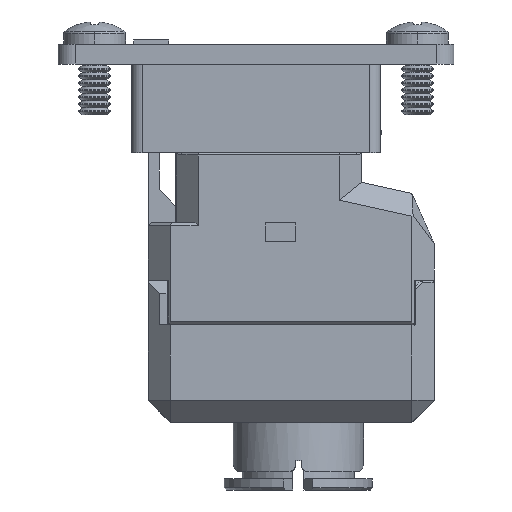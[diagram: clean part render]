
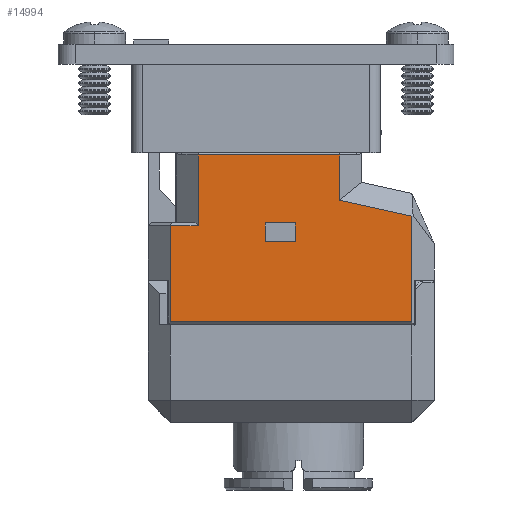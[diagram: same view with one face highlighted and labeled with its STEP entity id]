
A CAD part, left-side view. The second image highlights one B-rep face of the part: STEP entity #14994.
In plain terms, the highlighted planar face has unit normal (-1, 0, 0).
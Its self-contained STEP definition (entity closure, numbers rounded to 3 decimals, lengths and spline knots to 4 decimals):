
#5376 = CARTESIAN_POINT ( 'NONE',  ( -0.3622, 0., 0.6024 ) ) ;
#5386 = CARTESIAN_POINT ( 'NONE',  ( -0.3622, 0.0925, 0.2953 ) ) ;
#5410 = CARTESIAN_POINT ( 'NONE',  ( -0.3622, -0.1713, 0.6102 ) ) ;
#5412 = DIRECTION ( 'NONE',  ( 0., 0., 1. ) ) ;
#5414 = DIRECTION ( 'NONE',  ( 0., 1., 0. ) ) ;
#5418 = CARTESIAN_POINT ( 'NONE',  ( -0.3622, 0.3287, 0.3642 ) ) ;
#5421 = DIRECTION ( 'NONE',  ( 0., 0., -1. ) ) ;
#5423 = CARTESIAN_POINT ( 'NONE',  ( -0.3622, 0.4272, 0.3524 ) ) ;
#5426 = DIRECTION ( 'NONE',  ( 0., 1., 0. ) ) ;
#5428 = CARTESIAN_POINT ( 'NONE',  ( -0.3622, 0.4272, 0.1594 ) ) ;
#5431 = DIRECTION ( 'NONE',  ( 0., 0., -1. ) ) ;
#5433 = CARTESIAN_POINT ( 'NONE',  ( -0.3622, -0.4272, 0.0118 ) ) ;
#5436 = DIRECTION ( 'NONE',  ( 0., -1., 0. ) ) ;
#5438 = CARTESIAN_POINT ( 'NONE',  ( -0.3622, -0.4272, 0.2894 ) ) ;
#5441 = DIRECTION ( 'NONE',  ( 0., 0., 1. ) ) ;
#5442 = CARTESIAN_POINT ( 'NONE',  ( -0.3622, -0.2329, 0.429 ) ) ;
#5443 = DIRECTION ( 'NONE',  ( 0., 0.976, 0.217 ) ) ;
#5444 = CARTESIAN_POINT ( 'NONE',  ( -0.3622, -0.0138, 0.3622 ) ) ;
#5448 = DIRECTION ( 'NONE',  ( 0., 0., -1. ) ) ;
#5449 = DIRECTION ( 'NONE',  ( 0., 1., 0. ) ) ;
#5453 = CARTESIAN_POINT ( 'NONE',  ( -0.3622, 0.0925, 0.3622 ) ) ;
#5455 = DIRECTION ( 'NONE',  ( 0., 0., 1. ) ) ;
#5457 = CARTESIAN_POINT ( 'NONE',  ( -0.3622, 0.0925, 0.3622 ) ) ;
#5459 = DIRECTION ( 'NONE',  ( 0., -1., 0. ) ) ;
#9217 = CARTESIAN_POINT ( 'NONE',  ( -0.3622, 0.0925, 0.2953 ) ) ;
#9709 = CARTESIAN_POINT ( 'NONE',  ( -0.3622, -0.1713, 0.6024 ) ) ;
#9724 = CARTESIAN_POINT ( 'NONE',  ( -0.3622, -0.4272, 0.0118 ) ) ;
#9902 = CARTESIAN_POINT ( 'NONE',  ( -0.3622, 0.3287, 0.6024 ) ) ;
#11050 = CARTESIAN_POINT ( 'NONE',  ( -0.3622, -0.1713, 0.4427 ) ) ;
#11372 = ORIENTED_EDGE ( 'NONE', *, *, #29507, .T. ) ;
#11374 = ORIENTED_EDGE ( 'NONE', *, *, #29508, .T. ) ;
#11377 = ORIENTED_EDGE ( 'NONE', *, *, #29509, .T. ) ;
#11379 = ORIENTED_EDGE ( 'NONE', *, *, #29510, .T. ) ;
#11381 = ORIENTED_EDGE ( 'NONE', *, *, #29511, .T. ) ;
#11383 = ORIENTED_EDGE ( 'NONE', *, *, #29512, .T. ) ;
#11385 = ORIENTED_EDGE ( 'NONE', *, *, #29513, .T. ) ;
#11387 = ORIENTED_EDGE ( 'NONE', *, *, #29514, .T. ) ;
#11390 = ORIENTED_EDGE ( 'NONE', *, *, #29515, .T. ) ;
#11392 = ORIENTED_EDGE ( 'NONE', *, *, #29516, .T. ) ;
#11394 = ORIENTED_EDGE ( 'NONE', *, *, #29517, .T. ) ;
#11396 = ORIENTED_EDGE ( 'NONE', *, *, #29518, .T. ) ;
#14994 = ADVANCED_FACE ( 'NONE', ( #18627, #18631 ), #28484, .T. ) ;
#18627 = FACE_OUTER_BOUND ( 'NONE', #34705, .T. ) ;
#18631 = FACE_BOUND ( 'NONE', #34659, .T. ) ;
#19800 = LINE ( 'NONE', #5376, #19820 ) ;
#19814 = LINE ( 'NONE', #5410, #19817 ) ;
#19816 = LINE ( 'NONE', #5386, #19842 ) ;
#19817 = VECTOR ( 'NONE', #5412, 39.3701 ) ;
#19819 = LINE ( 'NONE', #5418, #19823 ) ;
#19820 = VECTOR ( 'NONE', #5414, 39.3701 ) ;
#19822 = LINE ( 'NONE', #5423, #19826 ) ;
#19823 = VECTOR ( 'NONE', #5421, 39.3701 ) ;
#19825 = LINE ( 'NONE', #5428, #19829 ) ;
#19826 = VECTOR ( 'NONE', #5426, 39.3701 ) ;
#19827 = LINE ( 'NONE', #5433, #19832 ) ;
#19829 = VECTOR ( 'NONE', #5431, 39.3701 ) ;
#19830 = LINE ( 'NONE', #5438, #19834 ) ;
#19832 = VECTOR ( 'NONE', #5436, 39.3701 ) ;
#19833 = LINE ( 'NONE', #5442, #19836 ) ;
#19834 = VECTOR ( 'NONE', #5441, 39.3701 ) ;
#19835 = LINE ( 'NONE', #5444, #19839 ) ;
#19836 = VECTOR ( 'NONE', #5443, 39.3701 ) ;
#19839 = VECTOR ( 'NONE', #5448, 39.3701 ) ;
#19841 = LINE ( 'NONE', #5453, #19844 ) ;
#19842 = VECTOR ( 'NONE', #5449, 39.3701 ) ;
#19843 = LINE ( 'NONE', #5457, #19848 ) ;
#19844 = VECTOR ( 'NONE', #5455, 39.3701 ) ;
#19848 = VECTOR ( 'NONE', #5459, 39.3701 ) ;
#21761 = VERTEX_POINT ( 'NONE', #32727 ) ;
#21783 = VERTEX_POINT ( 'NONE', #32749 ) ;
#21790 = VERTEX_POINT ( 'NONE', #32756 ) ;
#21807 = VERTEX_POINT ( 'NONE', #32773 ) ;
#21988 = VERTEX_POINT ( 'NONE', #32880 ) ;
#21997 = VERTEX_POINT ( 'NONE', #32885 ) ;
#22018 = VERTEX_POINT ( 'NONE', #32897 ) ;
#22456 = VERTEX_POINT ( 'NONE', #9217 ) ;
#22869 = VERTEX_POINT ( 'NONE', #9709 ) ;
#22877 = VERTEX_POINT ( 'NONE', #9724 ) ;
#22991 = VERTEX_POINT ( 'NONE', #9902 ) ;
#27838 = VERTEX_POINT ( 'NONE', #11050 ) ;
#28479 = CARTESIAN_POINT ( 'NONE',  ( -0.3622, 0., 0. ) ) ;
#28484 = PLANE ( 'NONE',  #44227 ) ;
#28489 = DIRECTION ( 'NONE',  ( -1., 0., 0. ) ) ;
#28490 = DIRECTION ( 'NONE',  ( 0., 0., 1. ) ) ;
#29507 = EDGE_CURVE ( 'NONE', #27838, #22869, #19814, .T. ) ;
#29508 = EDGE_CURVE ( 'NONE', #22869, #22991, #19800, .T. ) ;
#29509 = EDGE_CURVE ( 'NONE', #22991, #22018, #19819, .T. ) ;
#29510 = EDGE_CURVE ( 'NONE', #22018, #21988, #19822, .T. ) ;
#29511 = EDGE_CURVE ( 'NONE', #21988, #21807, #19825, .T. ) ;
#29512 = EDGE_CURVE ( 'NONE', #21807, #22877, #19827, .T. ) ;
#29513 = EDGE_CURVE ( 'NONE', #22877, #21761, #19830, .T. ) ;
#29514 = EDGE_CURVE ( 'NONE', #21761, #27838, #19833, .T. ) ;
#29515 = EDGE_CURVE ( 'NONE', #21790, #21997, #19835, .T. ) ;
#29516 = EDGE_CURVE ( 'NONE', #21997, #22456, #19816, .T. ) ;
#29517 = EDGE_CURVE ( 'NONE', #22456, #21783, #19841, .T. ) ;
#29518 = EDGE_CURVE ( 'NONE', #21783, #21790, #19843, .T. ) ;
#32727 = CARTESIAN_POINT ( 'NONE',  ( -0.3622, -0.4272, 0.3859 ) ) ;
#32749 = CARTESIAN_POINT ( 'NONE',  ( -0.3622, 0.0925, 0.3622 ) ) ;
#32756 = CARTESIAN_POINT ( 'NONE',  ( -0.3622, -0.0138, 0.3622 ) ) ;
#32773 = CARTESIAN_POINT ( 'NONE',  ( -0.3622, 0.4272, 0.0118 ) ) ;
#32880 = CARTESIAN_POINT ( 'NONE',  ( -0.3622, 0.4272, 0.3524 ) ) ;
#32885 = CARTESIAN_POINT ( 'NONE',  ( -0.3622, -0.0138, 0.2953 ) ) ;
#32897 = CARTESIAN_POINT ( 'NONE',  ( -0.3622, 0.3287, 0.3524 ) ) ;
#34659 = EDGE_LOOP ( 'NONE', ( #11390, #11392, #11394, #11396 ) ) ;
#34705 = EDGE_LOOP ( 'NONE', ( #11372, #11374, #11377, #11379, #11381, #11383, #11385, #11387 ) ) ;
#44227 = AXIS2_PLACEMENT_3D ( 'NONE', #28479, #28489, #28490 ) ;
